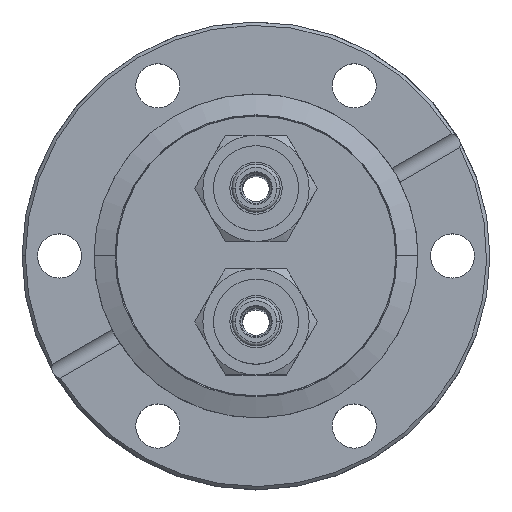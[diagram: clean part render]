
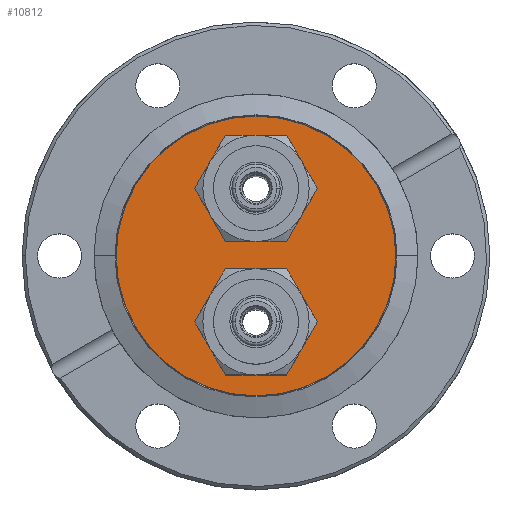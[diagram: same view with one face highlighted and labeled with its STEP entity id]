
A CAD part, top view. The second image highlights one B-rep face of the part: STEP entity #10812.
In plain terms, the highlighted planar face has unit normal (0, 0, 1).
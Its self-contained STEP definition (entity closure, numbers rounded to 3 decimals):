
#317 = DIRECTION ( 'NONE',  ( 0., 0., 1. ) ) ;
#579 = CARTESIAN_POINT ( 'NONE',  ( 0., 0., -1.2 ) ) ;
#788 = EDGE_CURVE ( 'NONE', #9682, #10995, #4242, .T. ) ;
#1575 = DIRECTION ( 'NONE',  ( 1., 0., 0. ) ) ;
#1638 = VERTEX_POINT ( 'NONE', #2184 ) ;
#2114 = CARTESIAN_POINT ( 'NONE',  ( 0., -10., -1.2 ) ) ;
#2184 = CARTESIAN_POINT ( 'NONE',  ( -3., -10., -1.2 ) ) ;
#2493 = DIRECTION ( 'NONE',  ( 0., 0., 1. ) ) ;
#2548 = CARTESIAN_POINT ( 'NONE',  ( 0., 10., -1.2 ) ) ;
#2712 = CARTESIAN_POINT ( 'NONE',  ( -20.898, 0., -1.2 ) ) ;
#2972 = FACE_BOUND ( 'NONE', #8299, .T. ) ;
#2983 = VERTEX_POINT ( 'NONE', #2712 ) ;
#3053 = DIRECTION ( 'NONE',  ( 1., 0., 0. ) ) ;
#3091 = DIRECTION ( 'NONE',  ( 0., 0., 1. ) ) ;
#3382 = CARTESIAN_POINT ( 'NONE',  ( 20.898, 0., -1.2 ) ) ;
#3486 = DIRECTION ( 'NONE',  ( 1., 0., 0. ) ) ;
#3691 = EDGE_CURVE ( 'NONE', #10995, #9682, #9888, .T. ) ;
#3911 = ORIENTED_EDGE ( 'NONE', *, *, #3691, .F. ) ;
#4242 = CIRCLE ( 'NONE', #9844, 3. ) ;
#4408 = CIRCLE ( 'NONE', #6786, 3. ) ;
#4954 = VERTEX_POINT ( 'NONE', #5398 ) ;
#4972 = AXIS2_PLACEMENT_3D ( 'NONE', #579, #7303, #1575 ) ;
#5110 = DIRECTION ( 'NONE',  ( 0., 0., 1. ) ) ;
#5398 = CARTESIAN_POINT ( 'NONE',  ( 3., -10., -1.2 ) ) ;
#5424 = EDGE_CURVE ( 'NONE', #4954, #1638, #4408, .T. ) ;
#6036 = CARTESIAN_POINT ( 'NONE',  ( 0., 0., -1.2 ) ) ;
#6180 = ORIENTED_EDGE ( 'NONE', *, *, #5424, .F. ) ;
#6307 = ORIENTED_EDGE ( 'NONE', *, *, #788, .F. ) ;
#6786 = AXIS2_PLACEMENT_3D ( 'NONE', #8221, #2493, #9197 ) ;
#6820 = EDGE_CURVE ( 'NONE', #1638, #4954, #8439, .T. ) ;
#7029 = DIRECTION ( 'NONE',  ( 1., 0., 0. ) ) ;
#7255 = CARTESIAN_POINT ( 'NONE',  ( -3., 10., -1.2 ) ) ;
#7303 = DIRECTION ( 'NONE',  ( 0., 0., 1. ) ) ;
#7413 = AXIS2_PLACEMENT_3D ( 'NONE', #8846, #3091, #9834 ) ;
#7576 = EDGE_CURVE ( 'NONE', #2983, #10907, #12458, .T. ) ;
#7604 = AXIS2_PLACEMENT_3D ( 'NONE', #2548, #9276, #3486 ) ;
#7767 = FACE_BOUND ( 'NONE', #8725, .T. ) ;
#7917 = PLANE ( 'NONE',  #8482 ) ;
#8221 = CARTESIAN_POINT ( 'NONE',  ( 0., -10., -1.2 ) ) ;
#8299 = EDGE_LOOP ( 'NONE', ( #6180, #8781 ) ) ;
#8439 = CIRCLE ( 'NONE', #10949, 3. ) ;
#8482 = AXIS2_PLACEMENT_3D ( 'NONE', #6036, #317, #7029 ) ;
#8725 = EDGE_LOOP ( 'NONE', ( #3911, #6307 ) ) ;
#8781 = ORIENTED_EDGE ( 'NONE', *, *, #6820, .F. ) ;
#8817 = DIRECTION ( 'NONE',  ( 0., 0., 1. ) ) ;
#8846 = CARTESIAN_POINT ( 'NONE',  ( 0., 0., -1.2 ) ) ;
#9197 = DIRECTION ( 'NONE',  ( 1., 0., 0. ) ) ;
#9276 = DIRECTION ( 'NONE',  ( 0., 0., 1. ) ) ;
#9645 = EDGE_CURVE ( 'NONE', #10907, #2983, #9846, .T. ) ;
#9682 = VERTEX_POINT ( 'NONE', #7255 ) ;
#9834 = DIRECTION ( 'NONE',  ( 1., 0., 0. ) ) ;
#9844 = AXIS2_PLACEMENT_3D ( 'NONE', #10908, #5110, #11896 ) ;
#9846 = CIRCLE ( 'NONE', #4972, 20.898 ) ;
#9888 = CIRCLE ( 'NONE', #7604, 3. ) ;
#10395 = EDGE_LOOP ( 'NONE', ( #11162, #10735 ) ) ;
#10640 = FACE_OUTER_BOUND ( 'NONE', #10395, .T. ) ;
#10735 = ORIENTED_EDGE ( 'NONE', *, *, #7576, .T. ) ;
#10812 = ADVANCED_FACE ( 'NONE', ( #2972, #7767, #10640 ), #7917, .T. ) ;
#10907 = VERTEX_POINT ( 'NONE', #3382 ) ;
#10908 = CARTESIAN_POINT ( 'NONE',  ( 0., 10., -1.2 ) ) ;
#10949 = AXIS2_PLACEMENT_3D ( 'NONE', #2114, #8817, #3053 ) ;
#10995 = VERTEX_POINT ( 'NONE', #12193 ) ;
#11162 = ORIENTED_EDGE ( 'NONE', *, *, #9645, .T. ) ;
#11896 = DIRECTION ( 'NONE',  ( 1., 0., 0. ) ) ;
#12193 = CARTESIAN_POINT ( 'NONE',  ( 3., 10., -1.2 ) ) ;
#12458 = CIRCLE ( 'NONE', #7413, 20.898 ) ;
